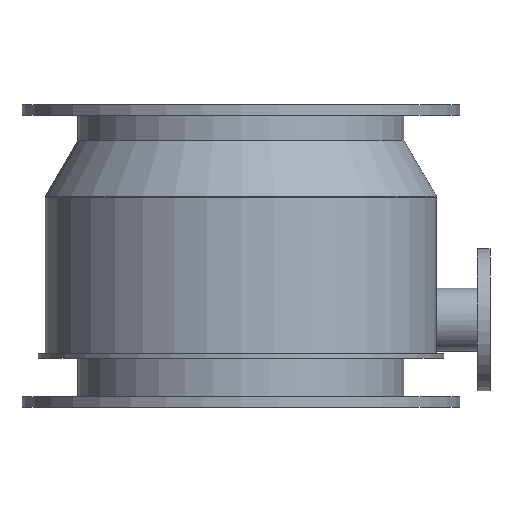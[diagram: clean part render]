
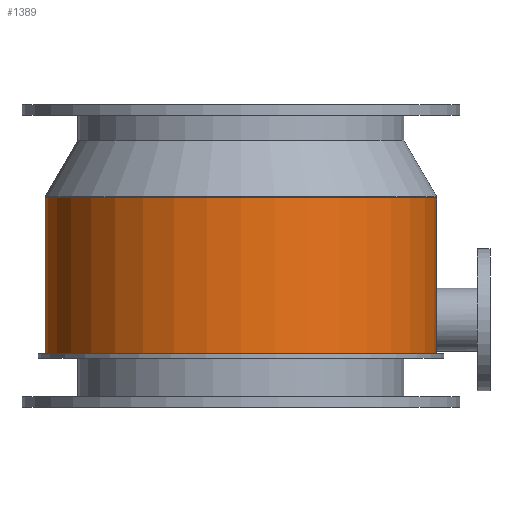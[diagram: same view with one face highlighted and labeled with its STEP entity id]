
A CAD part, left-side view. The second image highlights one B-rep face of the part: STEP entity #1389.
In plain terms, the highlighted cylindrical face has radius 275 mm (diameter 550 mm), a full revolution.
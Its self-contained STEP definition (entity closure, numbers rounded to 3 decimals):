
#229=FACE_BOUND('',#575,.T.);
#313=FACE_OUTER_BOUND('',#574,.T.);
#574=EDGE_LOOP('',(#1237));
#575=EDGE_LOOP('',(#1238));
#709=CIRCLE('',#1613,275.);
#710=CIRCLE('',#1614,275.);
#842=VERTEX_POINT('',#2540);
#843=VERTEX_POINT('',#2542);
#975=EDGE_CURVE('',#842,#842,#709,.T.);
#976=EDGE_CURVE('',#843,#843,#710,.T.);
#1237=ORIENTED_EDGE('',*,*,#975,.T.);
#1238=ORIENTED_EDGE('',*,*,#976,.F.);
#1307=CYLINDRICAL_SURFACE('',#1612,275.);
#1389=ADVANCED_FACE('',(#313,#229),#1307,.T.);
#1612=AXIS2_PLACEMENT_3D('',#2539,#2039,#2040);
#1613=AXIS2_PLACEMENT_3D('',#2541,#2041,#2042);
#1614=AXIS2_PLACEMENT_3D('',#2543,#2043,#2044);
#2039=DIRECTION('center_axis',(0.,0.,1.));
#2040=DIRECTION('ref_axis',(-1.,0.,0.));
#2041=DIRECTION('center_axis',(0.,0.,-1.));
#2042=DIRECTION('ref_axis',(-1.,0.,0.));
#2043=DIRECTION('center_axis',(0.,0.,-1.));
#2044=DIRECTION('ref_axis',(-1.,0.,0.));
#2539=CARTESIAN_POINT('Origin',(0.,0.,0.));
#2540=CARTESIAN_POINT('',(275.,0.,219.));
#2541=CARTESIAN_POINT('Origin',(0.,0.,219.));
#2542=CARTESIAN_POINT('',(275.,0.,0.));
#2543=CARTESIAN_POINT('Origin',(0.,0.,0.));
